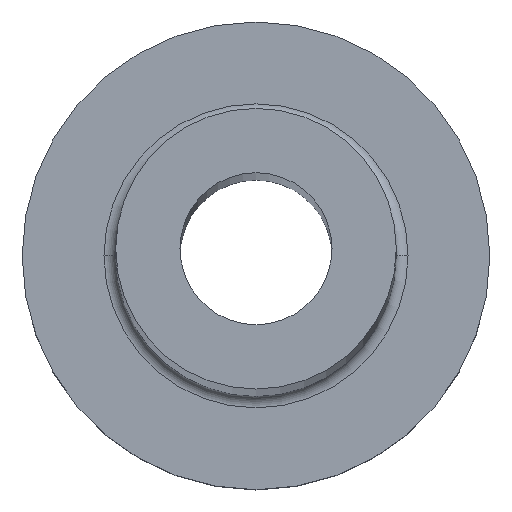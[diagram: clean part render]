
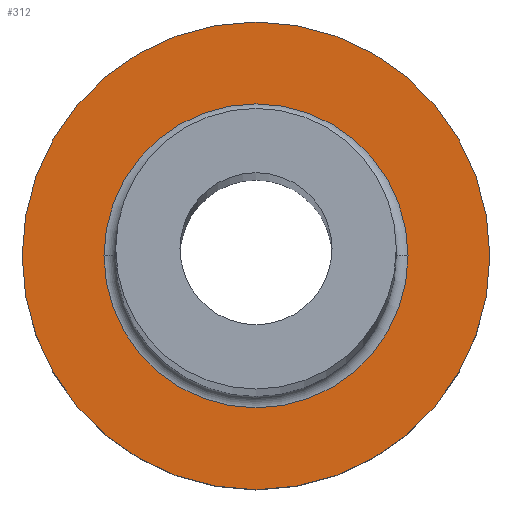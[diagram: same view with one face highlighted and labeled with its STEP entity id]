
A CAD part, top view. The second image highlights one B-rep face of the part: STEP entity #312.
In plain terms, the highlighted planar face has unit normal (0, 0, 1).
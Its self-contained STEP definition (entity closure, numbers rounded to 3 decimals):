
#2 = VERTEX_POINT ( 'NONE', #328 ) ;
#5 = VERTEX_POINT ( 'NONE', #27 ) ;
#8 = VERTEX_POINT ( 'NONE', #175 ) ;
#14 = CARTESIAN_POINT ( 'NONE',  ( 0., 0., 7. ) ) ;
#18 = EDGE_CURVE ( 'NONE', #5, #2, #93, .T. ) ;
#27 = CARTESIAN_POINT ( 'NONE',  ( 10., 0., 7. ) ) ;
#30 = DIRECTION ( 'NONE',  ( 0., 0., -1. ) ) ;
#41 = ORIENTED_EDGE ( 'NONE', *, *, #271, .T. ) ;
#43 = PLANE ( 'NONE',  #123 ) ;
#57 = DIRECTION ( 'NONE',  ( 0., 0., 1. ) ) ;
#64 = EDGE_LOOP ( 'NONE', ( #41, #155 ) ) ;
#74 = EDGE_CURVE ( 'NONE', #8, #187, #207, .T. ) ;
#75 = DIRECTION ( 'NONE',  ( 1., 0., 0. ) ) ;
#77 = AXIS2_PLACEMENT_3D ( 'NONE', #379, #57, #173 ) ;
#93 = CIRCLE ( 'NONE', #77, 10. ) ;
#106 = DIRECTION ( 'NONE',  ( 0., 0., 1. ) ) ;
#114 = CARTESIAN_POINT ( 'NONE',  ( 0., 0., 7. ) ) ;
#121 = CIRCLE ( 'NONE', #376, 6.5 ) ;
#123 = AXIS2_PLACEMENT_3D ( 'NONE', #161, #280, #164 ) ;
#147 = EDGE_CURVE ( 'NONE', #187, #8, #121, .T. ) ;
#150 = DIRECTION ( 'NONE',  ( 0., 0., -1. ) ) ;
#155 = ORIENTED_EDGE ( 'NONE', *, *, #18, .T. ) ;
#161 = CARTESIAN_POINT ( 'NONE',  ( 0., 0., 7. ) ) ;
#164 = DIRECTION ( 'NONE',  ( 1., 0., 0. ) ) ;
#173 = DIRECTION ( 'NONE',  ( 1., 0., 0. ) ) ;
#175 = CARTESIAN_POINT ( 'NONE',  ( -6.5, 0., 7. ) ) ;
#187 = VERTEX_POINT ( 'NONE', #270 ) ;
#200 = DIRECTION ( 'NONE',  ( 1., 0., 0. ) ) ;
#207 = CIRCLE ( 'NONE', #259, 6.5 ) ;
#213 = CARTESIAN_POINT ( 'NONE',  ( 0., 0., 7. ) ) ;
#215 = DIRECTION ( 'NONE',  ( 1., 0., 0. ) ) ;
#217 = EDGE_LOOP ( 'NONE', ( #365, #256 ) ) ;
#222 = FACE_BOUND ( 'NONE', #217, .T. ) ;
#256 = ORIENTED_EDGE ( 'NONE', *, *, #74, .T. ) ;
#259 = AXIS2_PLACEMENT_3D ( 'NONE', #114, #150, #200 ) ;
#270 = CARTESIAN_POINT ( 'NONE',  ( 6.5, 0., 7. ) ) ;
#271 = EDGE_CURVE ( 'NONE', #2, #5, #277, .T. ) ;
#277 = CIRCLE ( 'NONE', #332, 10. ) ;
#280 = DIRECTION ( 'NONE',  ( 0., 0., 1. ) ) ;
#312 = ADVANCED_FACE ( 'NONE', ( #222, #375 ), #43, .T. ) ;
#328 = CARTESIAN_POINT ( 'NONE',  ( -10., 0., 7. ) ) ;
#332 = AXIS2_PLACEMENT_3D ( 'NONE', #14, #106, #75 ) ;
#365 = ORIENTED_EDGE ( 'NONE', *, *, #147, .T. ) ;
#375 = FACE_OUTER_BOUND ( 'NONE', #64, .T. ) ;
#376 = AXIS2_PLACEMENT_3D ( 'NONE', #213, #30, #215 ) ;
#379 = CARTESIAN_POINT ( 'NONE',  ( 0., 0., 7. ) ) ;
